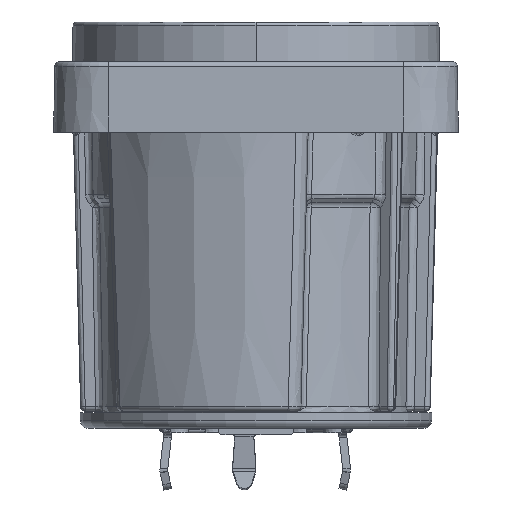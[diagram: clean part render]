
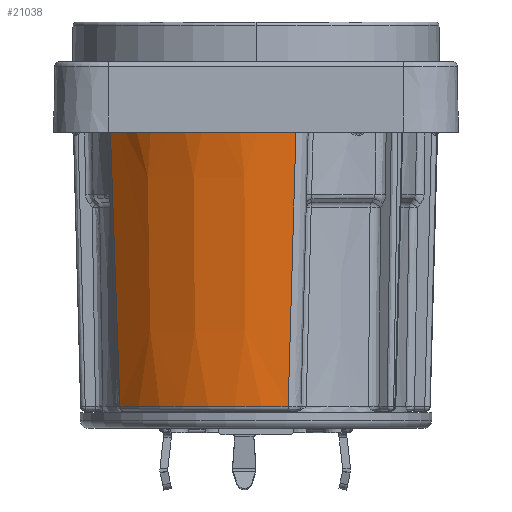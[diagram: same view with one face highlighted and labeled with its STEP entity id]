
A CAD part, front view. The second image highlights one B-rep face of the part: STEP entity #21038.
In plain terms, the highlighted conical face has half-angle 1.5 degrees and reference radius 11.485 mm.
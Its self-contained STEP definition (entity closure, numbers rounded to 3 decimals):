
#1613=CARTESIAN_POINT('',(0.,0.,-17.558));
#1614=DIRECTION('',(0.,0.,1.));
#1615=DIRECTION('',(-0.776,-0.631,0.));
#1616=AXIS2_PLACEMENT_3D('',#1613,#1614,#1615);
#1618=CARTESIAN_POINT('',(-9.389,-7.044,
2.013));
#1619=CARTESIAN_POINT('',(-9.338,-7.047,
0.537));
#1620=CARTESIAN_POINT('',(-9.233,-7.055,
-2.477));
#1621=CARTESIAN_POINT('',(-9.072,-7.065,
-7.119));
#1622=CARTESIAN_POINT('',(-8.898,-7.076,
-12.077));
#1623=CARTESIAN_POINT('',(-8.771,-7.083,
-15.685));
#1624=CARTESIAN_POINT('',(-8.705,-7.086,
-17.558));
#1626=CARTESIAN_POINT('',(0.,0.,2.013));
#1627=DIRECTION('',(0.,0.,-1.));
#1628=DIRECTION('',(0.222,-0.975,0.));
#1629=AXIS2_PLACEMENT_3D('',#1626,#1627,#1628);
#1631=CARTESIAN_POINT('',(2.61,-11.443,2.013));
#1632=CARTESIAN_POINT('',(2.569,-11.414,
0.554));
#1633=CARTESIAN_POINT('',(2.485,-11.352,
-2.44));
#1634=CARTESIAN_POINT('',(2.353,-11.255,
-7.12));
#1635=CARTESIAN_POINT('',(2.213,-11.15,
-12.104));
#1636=CARTESIAN_POINT('',(2.111,-11.074,
-15.698));
#1637=CARTESIAN_POINT('',(2.058,-11.034,
-17.558));
#9260=CARTESIAN_POINT('',(2.61,-11.443,2.013));
#9295=CARTESIAN_POINT('',(-8.705,-7.086,
-17.558));
#17724=VERTEX_POINT('',#9260);
#17727=CARTESIAN_POINT('',(-9.389,-7.044,
2.013));
#17728=VERTEX_POINT('',#17727);
#17926=VERTEX_POINT('',#9295);
#17928=CARTESIAN_POINT('',(2.058,-11.034,
-17.558));
#17929=VERTEX_POINT('',#17928);
#21023=CARTESIAN_POINT('',(0.,0.,-7.626));
#21024=DIRECTION('',(0.,0.,1.));
#21025=DIRECTION('',(0.,1.,0.));
#21026=AXIS2_PLACEMENT_3D('',#21023,#21024,#21025);
#21027=CONICAL_SURFACE('',#21026,11.485,1.5);
#21029=ORIENTED_EDGE('',*,*,#21028,.F.);
#21031=ORIENTED_EDGE('',*,*,#21030,.F.);
#21033=ORIENTED_EDGE('',*,*,#21032,.F.);
#21035=ORIENTED_EDGE('',*,*,#21034,.T.);
#21036=EDGE_LOOP('',(#21029,#21031,#21033,#21035));
#21037=FACE_OUTER_BOUND('',#21036,.F.);
#21038=ADVANCED_FACE('',(#21037),#21027,.T.);
#1617=CIRCLE('',#1616,11.225);
#1625=B_SPLINE_CURVE_WITH_KNOTS('',3,(#1618,#1619,#1620,#1621,#1622,#1623,
#1624),.UNSPECIFIED.,.F.,.F.,(4,1,1,1,4),(0.,0.25,0.5,0.75,1.),
.UNSPECIFIED.);
#1630=CIRCLE('',#1629,11.737);
#1638=B_SPLINE_CURVE_WITH_KNOTS('',3,(#1631,#1632,#1633,#1634,#1635,#1636,
#1637),.UNSPECIFIED.,.F.,.F.,(4,1,1,1,4),(0.,0.25,0.5,0.75,1.),
.UNSPECIFIED.);
#21028=EDGE_CURVE('',#17926,#17929,#1617,.T.);
#21030=EDGE_CURVE('',#17728,#17926,#1625,.T.);
#21032=EDGE_CURVE('',#17724,#17728,#1630,.T.);
#21034=EDGE_CURVE('',#17724,#17929,#1638,.T.);
